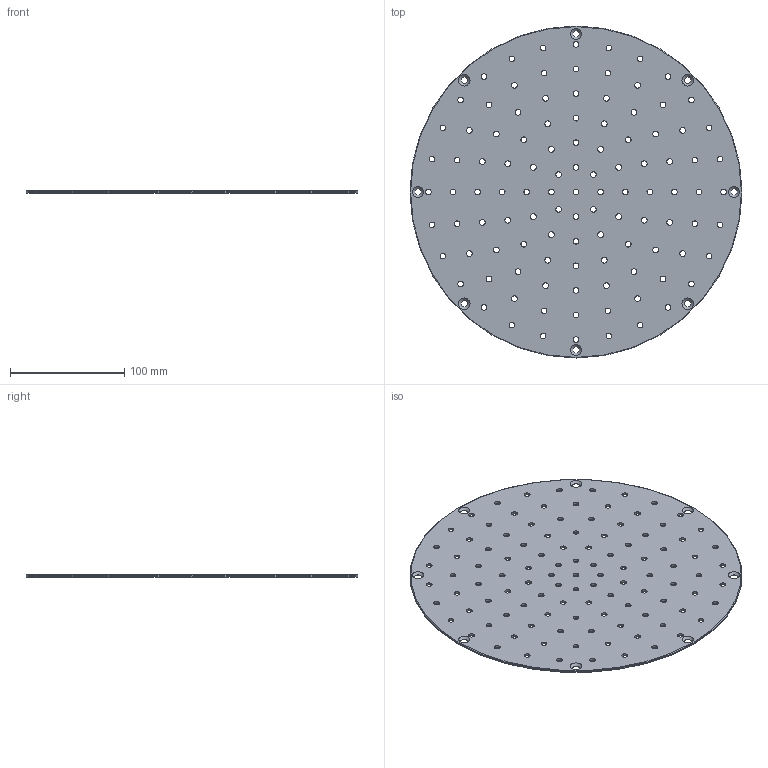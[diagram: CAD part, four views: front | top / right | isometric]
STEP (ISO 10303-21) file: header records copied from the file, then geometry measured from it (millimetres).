
FILE_DESCRIPTION(/* description */ ('Alibre Inc.'),/* implementation_level */ '2;1');
FILE_NAME(/* name */ 'export0',/* time_stamp */ '2023-08-07T08:41:11+02:00',/* author */ (''),/* organization */ (''),/* preprocessor_version */ 'ST-DEVELOPER v14',/* originating_system */ 'Alibre',/* authorisation */ '');
FILE_SCHEMA (('CONFIG_CONTROL_DESIGN'));
Length unit declared in the file: centimetre
Products named in the file (1): ID_1
Bounding box: 290 x 290 x 2 mm (x, y, z)
Volume: 126904.9 mm3; surface area: 132392.9 mm2
Topology: 1 solids, 1 shells, 122 faces, 383 edges, 263 vertices
Faces by surface type: cylinder 110, cone 8, torus 2, plane 2
Full cylindrical faces by diameter (mm): 5 x109, 290 x1
Entity records: 4153 total; most frequent: DIRECTION 716, CARTESIAN_POINT 598, ORIENTED_EDGE 476, EDGE_LOOP 476, FACE_BOUND 476, AXIS2_PLACEMENT_3D 360, VERTEX_POINT 238, CIRCLE 238
